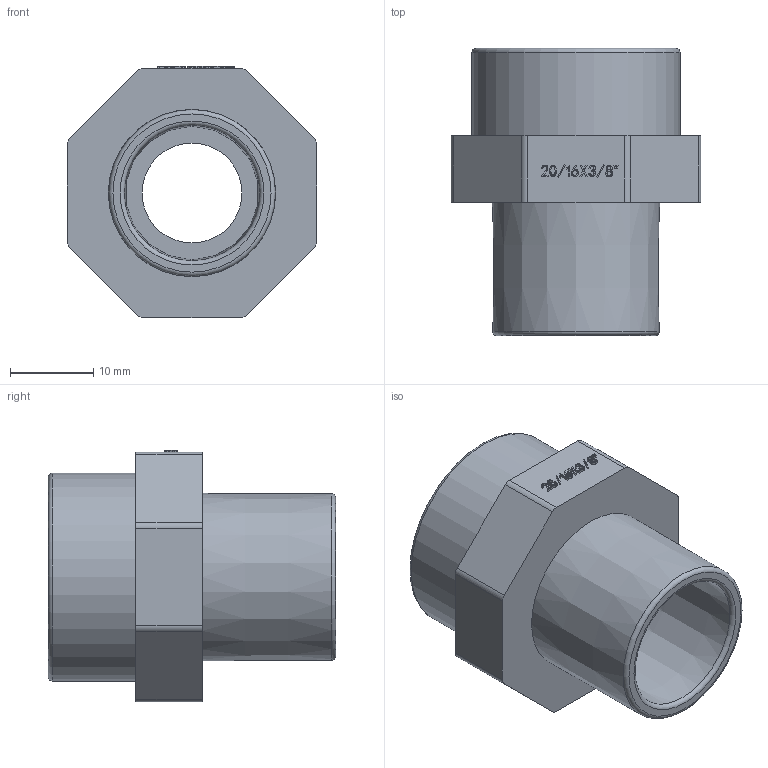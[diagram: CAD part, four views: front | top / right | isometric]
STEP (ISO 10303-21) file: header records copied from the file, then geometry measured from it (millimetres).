
FILE_DESCRIPTION(/* description */ (''),/* implementation_level */ '2;1');
FILE_NAME(/* name */ 'Z1E016016.stp',/* time_stamp */ '2025-06-28T10:17:22+08:00',/* author */ (''),/* organization */ (''),/* preprocessor_version */ 'ST-DEVELOPER v16.7',/* originating_system */ 'SIEMENS PLM Software NX 12.0',/* authorisation */ '');
FILE_SCHEMA (('AUTOMOTIVE_DESIGN { 1 0 10303 214 3 1 1 1 }'));
Length unit declared in the file: millimetre
Products named in the file (1): Admi0C848AD5jhjj
Bounding box: 30 x 34.5 x 30.25 mm (x, y, z)
Volume: 9688.8 mm3; surface area: 5963.8 mm2
Topology: 1 solids, 1 shells, 231 faces, 623 edges, 414 vertices
Faces by surface type: extrusion 124, plane 77, cylinder 22, torus 4, cone 2, bspline 2
Full cylindrical faces by diameter (mm): 12 x1, 16.662 x9, 18 x1, 25 x1
Entity records: 8811 total; most frequent: CARTESIAN_POINT 4126, ORIENTED_EDGE 1170, EDGE_CURVE 585, B_SPLINE_CURVE_WITH_KNOTS 577, DIRECTION 485, VERTEX_POINT 395, EDGE_LOOP 254, ADVANCED_FACE 222
